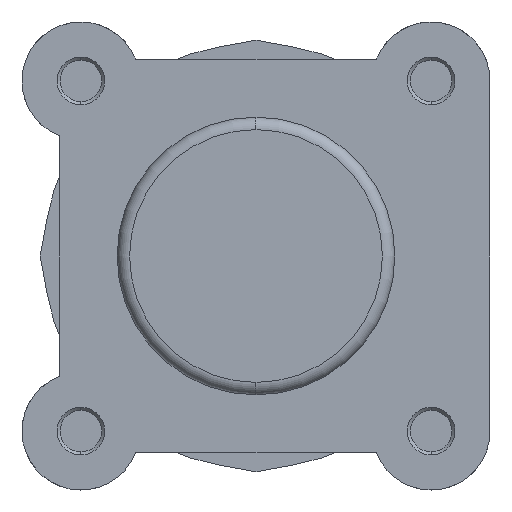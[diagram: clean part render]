
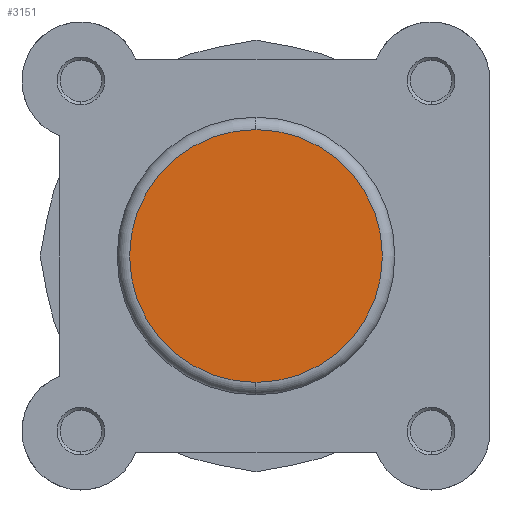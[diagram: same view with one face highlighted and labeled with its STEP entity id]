
A CAD part, left-side view. The second image highlights one B-rep face of the part: STEP entity #3151.
In plain terms, the highlighted planar face has unit normal (-1, 0, 0).
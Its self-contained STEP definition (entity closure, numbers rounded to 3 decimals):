
#156 = CARTESIAN_POINT ( 'NONE',  ( 0., 0., 0. ) ) ;
#157 = PLANE ( 'NONE',  #5447 ) ;
#159 = DIRECTION ( 'NONE',  ( 1., 0., 0. ) ) ;
#160 = DIRECTION ( 'NONE',  ( 0., 0., -1. ) ) ;
#562 = CARTESIAN_POINT ( 'NONE',  ( 0., 0., 20.4 ) ) ;
#653 = CARTESIAN_POINT ( 'NONE',  ( 0., 0., -20.4 ) ) ;
#1130 = CARTESIAN_POINT ( 'NONE',  ( 0., 0., 0. ) ) ;
#1131 = DIRECTION ( 'NONE',  ( -1., 0., 0. ) ) ;
#1132 = DIRECTION ( 'NONE',  ( 0., 0., -1. ) ) ;
#1266 = CARTESIAN_POINT ( 'NONE',  ( 0., 0., 0. ) ) ;
#1273 = DIRECTION ( 'NONE',  ( -1., 0., 0. ) ) ;
#1274 = DIRECTION ( 'NONE',  ( 0., 0., -1. ) ) ;
#1938 = CIRCLE ( 'NONE', #5608, 20.4 ) ;
#2014 = CIRCLE ( 'NONE', #5638, 20.4 ) ;
#3151 = ADVANCED_FACE ( 'NONE', ( #5824 ), #157, .F. ) ;
#3704 = VERTEX_POINT ( 'NONE', #562 ) ;
#3814 = VERTEX_POINT ( 'NONE', #653 ) ;
#4285 = ORIENTED_EDGE ( 'NONE', *, *, #5059, .T. ) ;
#4286 = ORIENTED_EDGE ( 'NONE', *, *, #5114, .T. ) ;
#4786 = EDGE_LOOP ( 'NONE', ( #4286, #4285 ) ) ;
#5059 = EDGE_CURVE ( 'NONE', #3704, #3814, #1938, .T. ) ;
#5114 = EDGE_CURVE ( 'NONE', #3814, #3704, #2014, .T. ) ;
#5447 = AXIS2_PLACEMENT_3D ( 'NONE', #156, #159, #160 ) ;
#5608 = AXIS2_PLACEMENT_3D ( 'NONE', #1130, #1131, #1132 ) ;
#5638 = AXIS2_PLACEMENT_3D ( 'NONE', #1266, #1273, #1274 ) ;
#5824 = FACE_OUTER_BOUND ( 'NONE', #4786, .T. ) ;
